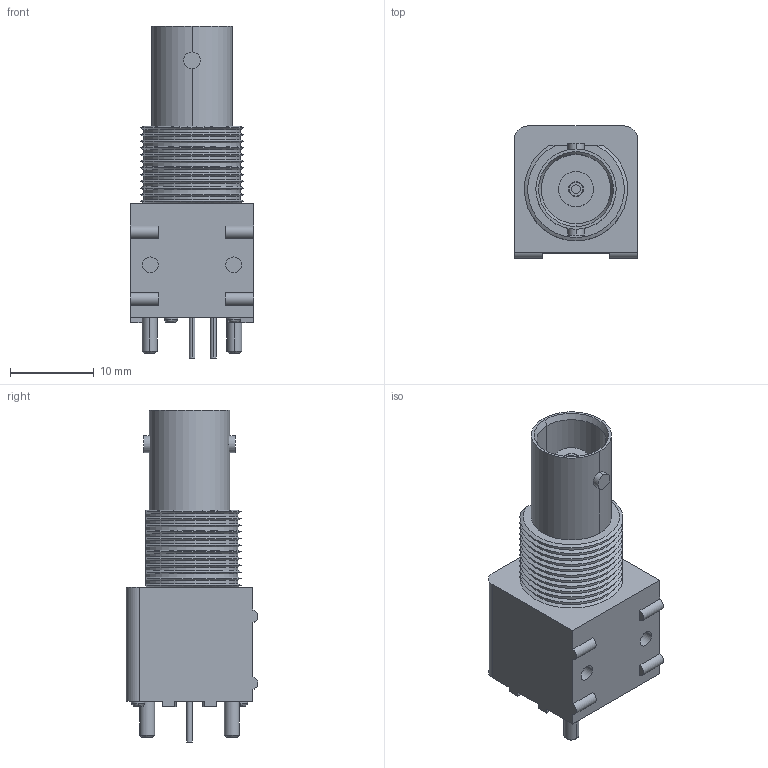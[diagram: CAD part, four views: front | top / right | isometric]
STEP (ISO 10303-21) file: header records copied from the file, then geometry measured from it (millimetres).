
FILE_DESCRIPTION((''),'2;1');
FILE_NAME('TYCO_1-1337541-0.stp','2014-02-20T19:07:43',(''),(''),'Mechanical Desktop 2011','Mechanical Desktop 2011',', , ');
FILE_SCHEMA(('AUTOMOTIVE_DESIGN { 1 2 10303 214 1 1 1 1 }'));
Length unit declared in the file: millimetre
Products named in the file (1): Product
Bounding box: 14.76 x 15.8 x 39.75 mm (x, y, z)
Volume: 4276.4 mm3; surface area: 3458 mm2
Topology: 23 solids, 23 shells, 173 faces, 344 edges, 226 vertices
Faces by surface type: plane 76, cylinder 57, cone 36, bspline 4
Entity records: 4595 total; most frequent: CARTESIAN_POINT 948, DIRECTION 788, ORIENTED_EDGE 688, EDGE_CURVE 344, AXIS2_PLACEMENT_3D 322, VERTEX_POINT 226, EDGE_LOOP 184, FACE_OUTER_BOUND 173
